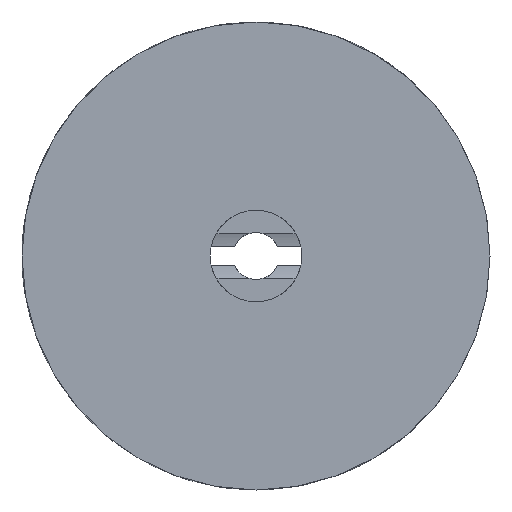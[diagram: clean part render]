
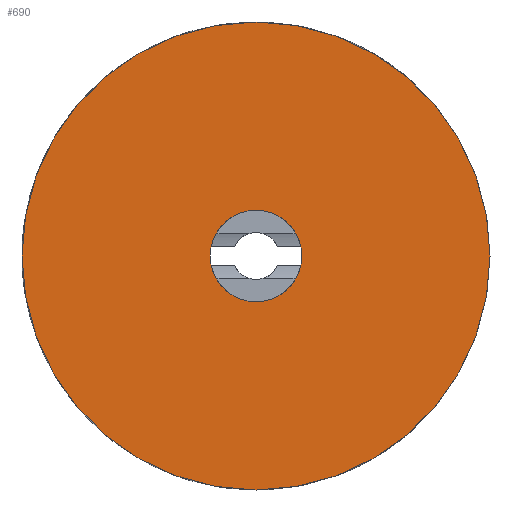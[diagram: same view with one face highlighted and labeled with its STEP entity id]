
A CAD part, front view. The second image highlights one B-rep face of the part: STEP entity #690.
In plain terms, the highlighted planar face has unit normal (0, -1, 0).
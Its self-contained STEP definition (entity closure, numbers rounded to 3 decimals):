
#31=FACE_BOUND('',#231,.T.);
#48=PLANE('',#770);
#183=FACE_OUTER_BOUND('',#230,.T.);
#230=EDGE_LOOP('',(#642));
#231=EDGE_LOOP('',(#643));
#255=CIRCLE('',#764,2.45);
#257=CIRCLE('',#767,12.5);
#344=VERTEX_POINT('',#1423);
#346=VERTEX_POINT('',#1429);
#441=EDGE_CURVE('',#344,#344,#255,.T.);
#444=EDGE_CURVE('',#346,#346,#257,.T.);
#642=ORIENTED_EDGE('',*,*,#444,.F.);
#643=ORIENTED_EDGE('',*,*,#441,.F.);
#690=ADVANCED_FACE('',(#183,#31),#48,.F.);
#764=AXIS2_PLACEMENT_3D('',#1425,#929,#930);
#767=AXIS2_PLACEMENT_3D('',#1431,#936,#937);
#770=AXIS2_PLACEMENT_3D('',#1434,#942,#943);
#929=DIRECTION('center_axis',(0.,-1.,0.));
#930=DIRECTION('ref_axis',(1.,0.,0.));
#936=DIRECTION('center_axis',(0.,1.,0.));
#937=DIRECTION('ref_axis',(-1.,0.,0.));
#942=DIRECTION('center_axis',(0.,1.,0.));
#943=DIRECTION('ref_axis',(0.,0.,1.));
#1423=CARTESIAN_POINT('',(-2.45,0.,0.));
#1425=CARTESIAN_POINT('Origin',(0.,0.,0.));
#1429=CARTESIAN_POINT('',(12.5,0.,0.));
#1431=CARTESIAN_POINT('Origin',(0.,0.,0.));
#1434=CARTESIAN_POINT('Origin',(0.,0.,0.));
